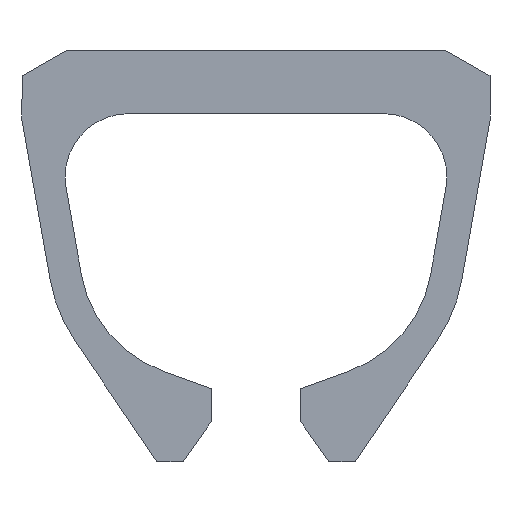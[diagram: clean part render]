
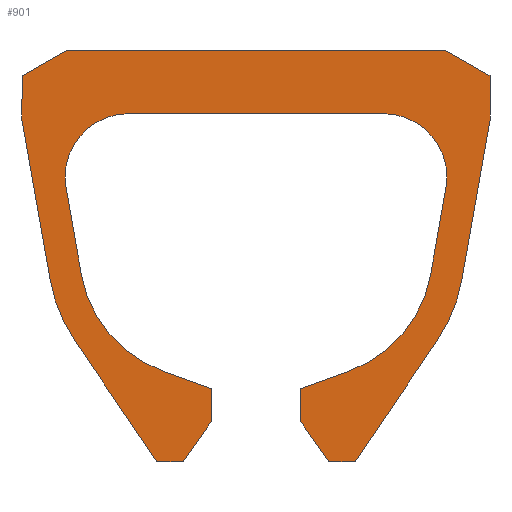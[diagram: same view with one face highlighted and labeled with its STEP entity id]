
A CAD part, front view. The second image highlights one B-rep face of the part: STEP entity #901.
In plain terms, the highlighted planar face has unit normal (0, -1, 0).
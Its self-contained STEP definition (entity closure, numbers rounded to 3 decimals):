
#187=AXIS2_PLACEMENT_3D('Circle Axis2P3D',#185,#186,$) ;
#373=AXIS2_PLACEMENT_3D('Circle Axis2P3D',#371,#372,$) ;
#435=AXIS2_PLACEMENT_3D('Circle Axis2P3D',#433,#434,$) ;
#497=AXIS2_PLACEMENT_3D('Circle Axis2P3D',#495,#496,$) ;
#559=AXIS2_PLACEMENT_3D('Circle Axis2P3D',#557,#558,$) ;
#740=AXIS2_PLACEMENT_3D('Circle Axis2P3D',#738,#739,$) ;
#871=AXIS2_PLACEMENT_3D('Plane Axis2P3D',#868,#869,#870) ;
#44=CARTESIAN_POINT('Vertex',(6.7,0.,6.5)) ;
#58=CARTESIAN_POINT('Vertex',(0.7,0.,6.5)) ;
#61=CARTESIAN_POINT('Line Origine',(3.7,0.,6.5)) ;
#89=CARTESIAN_POINT('Vertex',(0.,0.,6.1)) ;
#92=CARTESIAN_POINT('Line Origine',(0.35,0.,6.3)) ;
#120=CARTESIAN_POINT('Vertex',(0.,0.,5.4)) ;
#123=CARTESIAN_POINT('Line Origine',(0.,0.,5.75)) ;
#151=CARTESIAN_POINT('Vertex',(0.445,0.,2.878)) ;
#154=CARTESIAN_POINT('Line Origine',(0.222,0.,4.139)) ;
#182=CARTESIAN_POINT('Vertex',(0.836,0.,1.911)) ;
#185=CARTESIAN_POINT('Axis2P3D Location',(2.907,0.,3.312)) ;
#213=CARTESIAN_POINT('Vertex',(2.13,0.,0.)) ;
#216=CARTESIAN_POINT('Line Origine',(1.483,0.,0.955)) ;
#244=CARTESIAN_POINT('Vertex',(2.55,0.,0.)) ;
#247=CARTESIAN_POINT('Line Origine',(2.34,0.,0.)) ;
#275=CARTESIAN_POINT('Vertex',(3.,0.,0.642)) ;
#278=CARTESIAN_POINT('Line Origine',(2.775,0.,0.321)) ;
#306=CARTESIAN_POINT('Vertex',(3.,0.,1.15)) ;
#309=CARTESIAN_POINT('Line Origine',(3.,0.,0.896)) ;
#337=CARTESIAN_POINT('Vertex',(2.223,0.,1.433)) ;
#340=CARTESIAN_POINT('Line Origine',(2.611,0.,1.292)) ;
#368=CARTESIAN_POINT('Vertex',(0.937,0.,2.965)) ;
#371=CARTESIAN_POINT('Axis2P3D Location',(2.907,0.,3.312)) ;
#399=CARTESIAN_POINT('Vertex',(0.697,0.,4.326)) ;
#402=CARTESIAN_POINT('Line Origine',(0.817,0.,3.646)) ;
#430=CARTESIAN_POINT('Vertex',(1.682,0.,5.5)) ;
#433=CARTESIAN_POINT('Axis2P3D Location',(1.682,0.,4.5)) ;
#461=CARTESIAN_POINT('Vertex',(5.718,0.,5.5)) ;
#464=CARTESIAN_POINT('Line Origine',(3.7,0.,5.5)) ;
#492=CARTESIAN_POINT('Vertex',(6.703,0.,4.326)) ;
#495=CARTESIAN_POINT('Axis2P3D Location',(5.718,0.,4.5)) ;
#523=CARTESIAN_POINT('Vertex',(6.463,0.,2.965)) ;
#526=CARTESIAN_POINT('Line Origine',(6.583,0.,3.646)) ;
#554=CARTESIAN_POINT('Vertex',(5.177,0.,1.433)) ;
#557=CARTESIAN_POINT('Axis2P3D Location',(4.493,0.,3.312)) ;
#585=CARTESIAN_POINT('Vertex',(4.4,0.,1.15)) ;
#588=CARTESIAN_POINT('Line Origine',(4.789,0.,1.292)) ;
#616=CARTESIAN_POINT('Vertex',(4.4,0.,0.642)) ;
#619=CARTESIAN_POINT('Line Origine',(4.4,0.,0.896)) ;
#647=CARTESIAN_POINT('Vertex',(4.85,0.,0.)) ;
#650=CARTESIAN_POINT('Line Origine',(4.625,0.,0.321)) ;
#673=CARTESIAN_POINT('Vertex',(5.27,0.,0.)) ;
#676=CARTESIAN_POINT('Line Origine',(5.06,0.,0.)) ;
#704=CARTESIAN_POINT('Vertex',(6.564,0.,1.911)) ;
#707=CARTESIAN_POINT('Line Origine',(5.917,0.,0.955)) ;
#735=CARTESIAN_POINT('Vertex',(6.955,0.,2.878)) ;
#738=CARTESIAN_POINT('Axis2P3D Location',(4.493,0.,3.312)) ;
#766=CARTESIAN_POINT('Vertex',(7.4,0.,5.4)) ;
#769=CARTESIAN_POINT('Line Origine',(7.178,0.,4.139)) ;
#797=CARTESIAN_POINT('Vertex',(7.4,0.,6.1)) ;
#800=CARTESIAN_POINT('Line Origine',(7.4,0.,5.75)) ;
#822=CARTESIAN_POINT('Line Origine',(7.05,0.,6.3)) ;
#868=CARTESIAN_POINT('Axis2P3D Location',(3.7,0.,6.5)) ;
#62=DIRECTION('Vector Direction',(-1.,0.,0.)) ;
#93=DIRECTION('Vector Direction',(0.868,0.,0.496)) ;
#124=DIRECTION('Vector Direction',(0.,0.,-1.)) ;
#155=DIRECTION('Vector Direction',(-0.174,0.,0.985)) ;
#186=DIRECTION('Axis2P3D Direction',(0.,-1.,0.)) ;
#217=DIRECTION('Vector Direction',(0.561,0.,-0.828)) ;
#248=DIRECTION('Vector Direction',(1.,0.,0.)) ;
#279=DIRECTION('Vector Direction',(0.574,0.,0.819)) ;
#310=DIRECTION('Vector Direction',(0.,0.,-1.)) ;
#341=DIRECTION('Vector Direction',(0.94,0.,-0.342)) ;
#372=DIRECTION('Axis2P3D Direction',(0.,-1.,0.)) ;
#403=DIRECTION('Vector Direction',(-0.174,0.,0.985)) ;
#434=DIRECTION('Axis2P3D Direction',(0.,-1.,0.)) ;
#465=DIRECTION('Vector Direction',(1.,0.,0.)) ;
#496=DIRECTION('Axis2P3D Direction',(0.,-1.,0.)) ;
#527=DIRECTION('Vector Direction',(0.174,0.,0.985)) ;
#558=DIRECTION('Axis2P3D Direction',(0.,-1.,0.)) ;
#589=DIRECTION('Vector Direction',(-0.94,0.,-0.342)) ;
#620=DIRECTION('Vector Direction',(0.,0.,-1.)) ;
#651=DIRECTION('Vector Direction',(-0.574,0.,0.819)) ;
#677=DIRECTION('Vector Direction',(-1.,0.,0.)) ;
#708=DIRECTION('Vector Direction',(-0.561,0.,-0.828)) ;
#739=DIRECTION('Axis2P3D Direction',(0.,-1.,0.)) ;
#770=DIRECTION('Vector Direction',(0.174,0.,0.985)) ;
#801=DIRECTION('Vector Direction',(0.,0.,-1.)) ;
#823=DIRECTION('Vector Direction',(-0.868,0.,0.496)) ;
#869=DIRECTION('Axis2P3D Direction',(0.,-1.,0.)) ;
#870=DIRECTION('Axis2P3D XDirection',(1.,0.,0.)) ;
#63=VECTOR('Line Direction',#62,1.) ;
#94=VECTOR('Line Direction',#93,1.) ;
#125=VECTOR('Line Direction',#124,1.) ;
#156=VECTOR('Line Direction',#155,1.) ;
#218=VECTOR('Line Direction',#217,1.) ;
#249=VECTOR('Line Direction',#248,1.) ;
#280=VECTOR('Line Direction',#279,1.) ;
#311=VECTOR('Line Direction',#310,1.) ;
#342=VECTOR('Line Direction',#341,1.) ;
#404=VECTOR('Line Direction',#403,1.) ;
#466=VECTOR('Line Direction',#465,1.) ;
#528=VECTOR('Line Direction',#527,1.) ;
#590=VECTOR('Line Direction',#589,1.) ;
#621=VECTOR('Line Direction',#620,1.) ;
#652=VECTOR('Line Direction',#651,1.) ;
#678=VECTOR('Line Direction',#677,1.) ;
#709=VECTOR('Line Direction',#708,1.) ;
#771=VECTOR('Line Direction',#770,1.) ;
#802=VECTOR('Line Direction',#801,1.) ;
#824=VECTOR('Line Direction',#823,1.) ;
#874=ORIENTED_EDGE('',*,*,#65,.T.) ;
#875=ORIENTED_EDGE('',*,*,#96,.T.) ;
#876=ORIENTED_EDGE('',*,*,#127,.T.) ;
#877=ORIENTED_EDGE('',*,*,#158,.T.) ;
#878=ORIENTED_EDGE('',*,*,#189,.T.) ;
#879=ORIENTED_EDGE('',*,*,#220,.T.) ;
#880=ORIENTED_EDGE('',*,*,#251,.T.) ;
#881=ORIENTED_EDGE('',*,*,#282,.T.) ;
#882=ORIENTED_EDGE('',*,*,#313,.T.) ;
#883=ORIENTED_EDGE('',*,*,#344,.T.) ;
#884=ORIENTED_EDGE('',*,*,#375,.T.) ;
#885=ORIENTED_EDGE('',*,*,#406,.T.) ;
#886=ORIENTED_EDGE('',*,*,#437,.T.) ;
#887=ORIENTED_EDGE('',*,*,#468,.T.) ;
#888=ORIENTED_EDGE('',*,*,#499,.T.) ;
#889=ORIENTED_EDGE('',*,*,#530,.T.) ;
#890=ORIENTED_EDGE('',*,*,#561,.T.) ;
#891=ORIENTED_EDGE('',*,*,#592,.T.) ;
#892=ORIENTED_EDGE('',*,*,#623,.T.) ;
#893=ORIENTED_EDGE('',*,*,#654,.T.) ;
#894=ORIENTED_EDGE('',*,*,#680,.T.) ;
#895=ORIENTED_EDGE('',*,*,#711,.T.) ;
#896=ORIENTED_EDGE('',*,*,#742,.T.) ;
#897=ORIENTED_EDGE('',*,*,#773,.T.) ;
#898=ORIENTED_EDGE('',*,*,#804,.T.) ;
#899=ORIENTED_EDGE('',*,*,#826,.T.) ;
#901=ADVANCED_FACE('S3D gedreht',(#900),#872,.T.) ;
#188=CIRCLE('generated circle',#187,2.5) ;
#374=CIRCLE('generated circle',#373,2.) ;
#436=CIRCLE('generated circle',#435,1.) ;
#498=CIRCLE('generated circle',#497,1.) ;
#560=CIRCLE('generated circle',#559,2.) ;
#741=CIRCLE('generated circle',#740,2.5) ;
#65=EDGE_CURVE('',#45,#59,#64,.T.) ;
#96=EDGE_CURVE('',#59,#90,#95,.F.) ;
#127=EDGE_CURVE('',#90,#121,#126,.T.) ;
#158=EDGE_CURVE('',#121,#152,#157,.F.) ;
#189=EDGE_CURVE('',#152,#183,#188,.T.) ;
#220=EDGE_CURVE('',#183,#214,#219,.T.) ;
#251=EDGE_CURVE('',#214,#245,#250,.T.) ;
#282=EDGE_CURVE('',#245,#276,#281,.T.) ;
#313=EDGE_CURVE('',#276,#307,#312,.F.) ;
#344=EDGE_CURVE('',#307,#338,#343,.F.) ;
#375=EDGE_CURVE('',#338,#369,#374,.F.) ;
#406=EDGE_CURVE('',#369,#400,#405,.T.) ;
#437=EDGE_CURVE('',#400,#431,#436,.F.) ;
#468=EDGE_CURVE('',#431,#462,#467,.T.) ;
#499=EDGE_CURVE('',#462,#493,#498,.F.) ;
#530=EDGE_CURVE('',#493,#524,#529,.F.) ;
#561=EDGE_CURVE('',#524,#555,#560,.F.) ;
#592=EDGE_CURVE('',#555,#586,#591,.T.) ;
#623=EDGE_CURVE('',#586,#617,#622,.T.) ;
#654=EDGE_CURVE('',#617,#648,#653,.F.) ;
#680=EDGE_CURVE('',#648,#674,#679,.F.) ;
#711=EDGE_CURVE('',#674,#705,#710,.F.) ;
#742=EDGE_CURVE('',#705,#736,#741,.T.) ;
#773=EDGE_CURVE('',#736,#767,#772,.T.) ;
#804=EDGE_CURVE('',#767,#798,#803,.F.) ;
#826=EDGE_CURVE('',#798,#45,#825,.T.) ;
#873=EDGE_LOOP('',(#874,#875,#876,#877,#878,#879,#880,#881,#882,#883,#884,#885,#886,#887,#888,#889,#890,#891,#892,#893,#894,#895,#896,#897,#898,#899)) ;
#900=FACE_OUTER_BOUND('',#873,.T.) ;
#64=LINE('Line',#61,#63) ;
#95=LINE('Line',#92,#94) ;
#126=LINE('Line',#123,#125) ;
#157=LINE('Line',#154,#156) ;
#219=LINE('Line',#216,#218) ;
#250=LINE('Line',#247,#249) ;
#281=LINE('Line',#278,#280) ;
#312=LINE('Line',#309,#311) ;
#343=LINE('Line',#340,#342) ;
#405=LINE('Line',#402,#404) ;
#467=LINE('Line',#464,#466) ;
#529=LINE('Line',#526,#528) ;
#591=LINE('Line',#588,#590) ;
#622=LINE('Line',#619,#621) ;
#653=LINE('Line',#650,#652) ;
#679=LINE('Line',#676,#678) ;
#710=LINE('Line',#707,#709) ;
#772=LINE('Line',#769,#771) ;
#803=LINE('Line',#800,#802) ;
#825=LINE('Line',#822,#824) ;
#872=PLANE('',#871) ;
#45=VERTEX_POINT('',#44) ;
#59=VERTEX_POINT('',#58) ;
#90=VERTEX_POINT('',#89) ;
#121=VERTEX_POINT('',#120) ;
#152=VERTEX_POINT('',#151) ;
#183=VERTEX_POINT('',#182) ;
#214=VERTEX_POINT('',#213) ;
#245=VERTEX_POINT('',#244) ;
#276=VERTEX_POINT('',#275) ;
#307=VERTEX_POINT('',#306) ;
#338=VERTEX_POINT('',#337) ;
#369=VERTEX_POINT('',#368) ;
#400=VERTEX_POINT('',#399) ;
#431=VERTEX_POINT('',#430) ;
#462=VERTEX_POINT('',#461) ;
#493=VERTEX_POINT('',#492) ;
#524=VERTEX_POINT('',#523) ;
#555=VERTEX_POINT('',#554) ;
#586=VERTEX_POINT('',#585) ;
#617=VERTEX_POINT('',#616) ;
#648=VERTEX_POINT('',#647) ;
#674=VERTEX_POINT('',#673) ;
#705=VERTEX_POINT('',#704) ;
#736=VERTEX_POINT('',#735) ;
#767=VERTEX_POINT('',#766) ;
#798=VERTEX_POINT('',#797) ;
